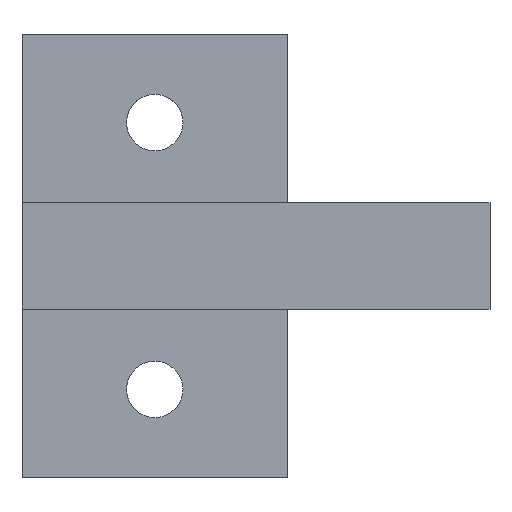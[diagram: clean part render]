
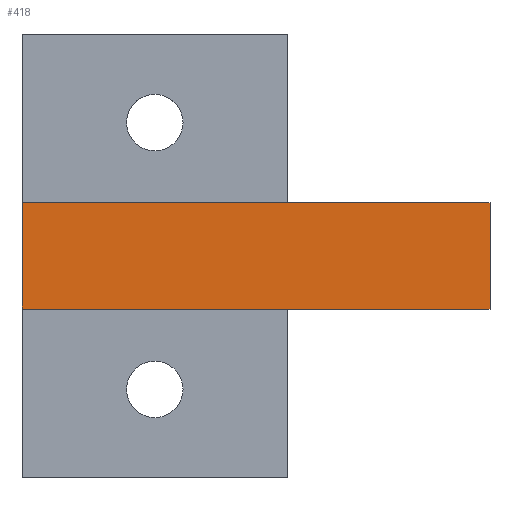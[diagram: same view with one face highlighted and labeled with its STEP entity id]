
A CAD part, top view. The second image highlights one B-rep face of the part: STEP entity #418.
In plain terms, the highlighted planar face has unit normal (0, 0, 1).
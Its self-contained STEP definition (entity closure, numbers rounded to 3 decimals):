
#188=CARTESIAN_POINT('Vertex',(35.24,12.7,6.)) ;
#204=CARTESIAN_POINT('Vertex',(35.24,20.7,6.)) ;
#207=CARTESIAN_POINT('Line Origine',(35.24,16.7,6.)) ;
#228=CARTESIAN_POINT('Line Origine',(17.62,12.7,6.)) ;
#232=CARTESIAN_POINT('Vertex',(0.,12.7,6.)) ;
#385=CARTESIAN_POINT('Vertex',(0.,20.7,6.)) ;
#388=CARTESIAN_POINT('Line Origine',(17.62,20.7,6.)) ;
#402=CARTESIAN_POINT('Axis2P3D Location',(0.,12.7,6.)) ;
#407=CARTESIAN_POINT('Line Origine',(0.,16.7,6.)) ;
#208=DIRECTION('Vector Direction',(0.,1.,0.)) ;
#229=DIRECTION('Vector Direction',(1.,0.,0.)) ;
#389=DIRECTION('Vector Direction',(1.,0.,0.)) ;
#403=DIRECTION('Axis2P3D Direction',(0.,0.,-1.)) ;
#404=DIRECTION('Axis2P3D XDirection',(0.,1.,0.)) ;
#408=DIRECTION('Vector Direction',(0.,1.,0.)) ;
#405=AXIS2_PLACEMENT_3D('Plane Axis2P3D',#402,#403,#404) ;
#413=ORIENTED_EDGE('',*,*,#392,.F.) ;
#414=ORIENTED_EDGE('',*,*,#411,.T.) ;
#415=ORIENTED_EDGE('',*,*,#234,.T.) ;
#416=ORIENTED_EDGE('',*,*,#211,.F.) ;
#209=VECTOR('Line Direction',#208,1.) ;
#230=VECTOR('Line Direction',#229,1.) ;
#390=VECTOR('Line Direction',#389,1.) ;
#409=VECTOR('Line Direction',#408,1.) ;
#418=ADVANCED_FACE('PartBody',(#417),#406,.F.) ;
#211=EDGE_CURVE('',#205,#189,#210,.F.) ;
#234=EDGE_CURVE('',#233,#189,#231,.T.) ;
#392=EDGE_CURVE('',#386,#205,#391,.T.) ;
#411=EDGE_CURVE('',#386,#233,#410,.F.) ;
#412=EDGE_LOOP('',(#413,#414,#415,#416)) ;
#417=FACE_OUTER_BOUND('',#412,.T.) ;
#210=LINE('Line',#207,#209) ;
#231=LINE('Line',#228,#230) ;
#391=LINE('Line',#388,#390) ;
#410=LINE('Line',#407,#409) ;
#406=PLANE('',#405) ;
#189=VERTEX_POINT('',#188) ;
#205=VERTEX_POINT('',#204) ;
#233=VERTEX_POINT('',#232) ;
#386=VERTEX_POINT('',#385) ;
